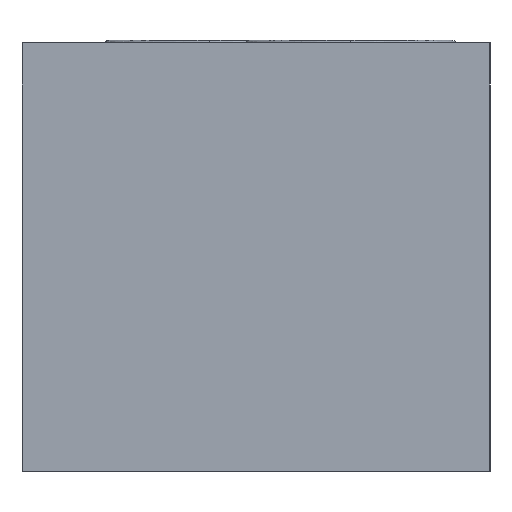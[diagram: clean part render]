
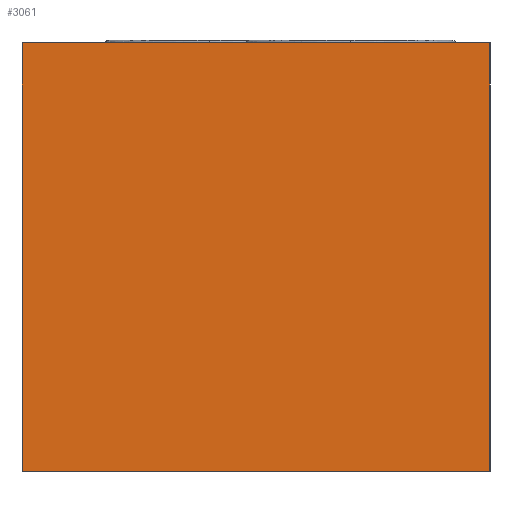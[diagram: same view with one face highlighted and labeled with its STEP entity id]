
A CAD part, left-side view. The second image highlights one B-rep face of the part: STEP entity #3061.
In plain terms, the highlighted planar face has unit normal (-1, 0, 0).
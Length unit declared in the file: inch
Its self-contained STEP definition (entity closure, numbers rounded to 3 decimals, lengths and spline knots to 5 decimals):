
#1=DIRECTION('',(0.,-1.,0.));
#2=VECTOR('',#1,3.);
#3=CARTESIAN_POINT('',(0.,0.,0.));
#4=LINE('',#3,#2);
#77=DIRECTION('',(0.,0.,1.));
#78=VECTOR('',#77,2.75);
#79=CARTESIAN_POINT('',(0.,0.,0.));
#80=LINE('',#79,#78);
#119=DIRECTION('',(0.,0.,1.));
#120=VECTOR('',#119,2.75);
#121=CARTESIAN_POINT('',(0.,-3.,0.));
#122=LINE('',#121,#120);
#123=DIRECTION('',(0.,-1.,0.));
#124=VECTOR('',#123,3.);
#125=CARTESIAN_POINT('',(0.,0.,2.75));
#126=LINE('',#125,#124);
#2591=CARTESIAN_POINT('',(0.,0.,0.));
#2592=CARTESIAN_POINT('',(0.,-3.,0.));
#2593=VERTEX_POINT('',#2591);
#2594=VERTEX_POINT('',#2592);
#2599=CARTESIAN_POINT('',(0.,0.,2.75));
#2600=CARTESIAN_POINT('',(0.,-3.,2.75));
#2601=VERTEX_POINT('',#2599);
#2602=VERTEX_POINT('',#2600);
#3047=CARTESIAN_POINT('',(0.,0.,0.));
#3048=DIRECTION('',(-1.,0.,0.));
#3049=DIRECTION('',(0.,-1.,0.));
#3050=AXIS2_PLACEMENT_3D('',#3047,#3048,#3049);
#3051=PLANE('',#3050);
#3052=ORIENTED_EDGE('',*,*,#3000,.F.);
#3054=ORIENTED_EDGE('',*,*,#3053,.T.);
#3056=ORIENTED_EDGE('',*,*,#3055,.T.);
#3058=ORIENTED_EDGE('',*,*,#3057,.F.);
#3059=EDGE_LOOP('',(#3052,#3054,#3056,#3058));
#3060=FACE_OUTER_BOUND('',#3059,.F.);
#3061=ADVANCED_FACE('',(#3060),#3051,.T.);
#3000=EDGE_CURVE('',#2593,#2594,#4,.T.);
#3053=EDGE_CURVE('',#2593,#2601,#80,.T.);
#3055=EDGE_CURVE('',#2601,#2602,#126,.T.);
#3057=EDGE_CURVE('',#2594,#2602,#122,.T.);
